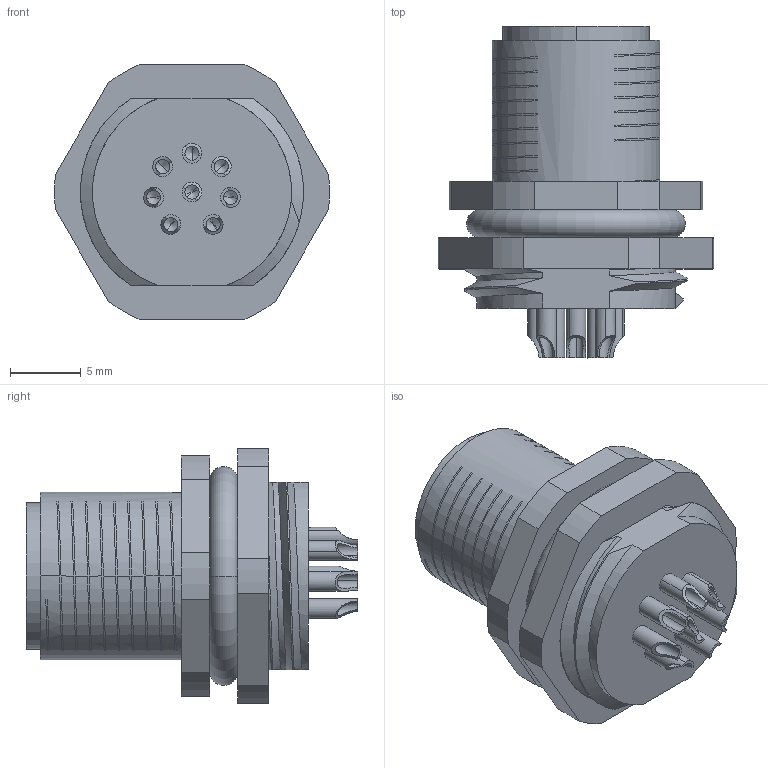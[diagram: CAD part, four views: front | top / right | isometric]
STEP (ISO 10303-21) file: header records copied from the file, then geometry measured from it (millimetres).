
FILE_DESCRIPTION((''),'2;1');
FILE_NAME('M12-M08A-BK-M16-C_ASM','2020-01-16T',('jn.chen'),(''),'PRO/ENGINEER BY PARAMETRIC TECHNOLOGY CORPORATION, 2012480','PRO/ENGINEER BY PARAMETRIC TECHNOLOGY CORPORATION, 2012480','');
FILE_SCHEMA(('CONFIG_CONTROL_DESIGN'));
Length unit declared in the file: millimetre
Products named in the file (1): M12-M08A-BK-M16-C_ASM
Bounding box: 19.48 x 23.5 x 18 mm (x, y, z)
Volume: 2675.6 mm3; surface area: 2206.2 mm2
Topology: 1 solids, 1 shells, 187 faces, 571 edges, 377 vertices
Faces by surface type: cylinder 84, plane 34, bspline 31, cone 19, sphere 16, torus 3
Entity records: 8681 total; most frequent: CARTESIAN_POINT 3885, ORIENTED_EDGE 1078, DIRECTION 876, EDGE_CURVE 539, VERTEX_POINT 377, AXIS2_PLACEMENT_3D 329, VECTOR 218, LINE 218
